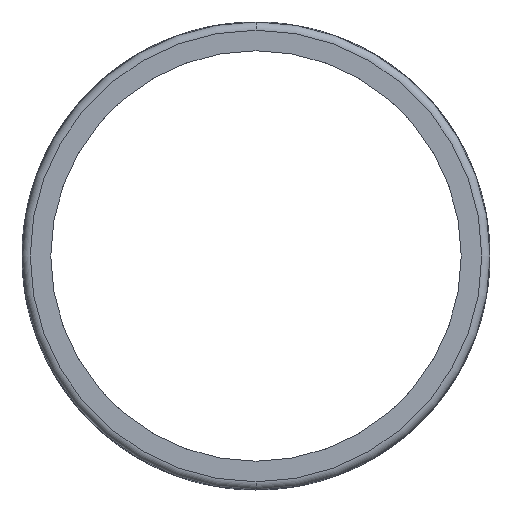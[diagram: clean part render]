
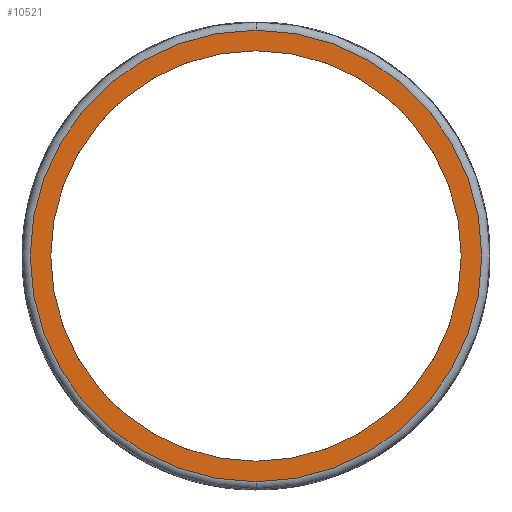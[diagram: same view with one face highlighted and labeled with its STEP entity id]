
A CAD part, front view. The second image highlights one B-rep face of the part: STEP entity #10521.
In plain terms, the highlighted planar face has unit normal (0, -1, 0).
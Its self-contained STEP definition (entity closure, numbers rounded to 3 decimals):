
#256 = DIRECTION ( 'NONE',  ( 0., 1., 0. ) ) ;
#1928 = CIRCLE ( 'NONE', #24333, 25. ) ;
#2837 = CARTESIAN_POINT ( 'NONE',  ( 0., -37., -25. ) ) ;
#2924 = AXIS2_PLACEMENT_3D ( 'NONE', #11767, #8180, #18074 ) ;
#3265 = DIRECTION ( 'NONE',  ( 0., 1., 0. ) ) ;
#4026 = ORIENTED_EDGE ( 'NONE', *, *, #39990, .F. ) ;
#4279 = EDGE_LOOP ( 'NONE', ( #4026, #29930 ) ) ;
#8180 = DIRECTION ( 'NONE',  ( 0., 1., 0. ) ) ;
#8404 = AXIS2_PLACEMENT_3D ( 'NONE', #23246, #22979, #29547 ) ;
#9136 = CARTESIAN_POINT ( 'NONE',  ( 0., -37., 0. ) ) ;
#10521 = ADVANCED_FACE ( 'NONE', ( #37996, #29626 ), #39465, .F. ) ;
#11265 = CARTESIAN_POINT ( 'NONE',  ( 0., -37., -27.5 ) ) ;
#11767 = CARTESIAN_POINT ( 'NONE',  ( 25., -37., 0. ) ) ;
#13111 = CARTESIAN_POINT ( 'NONE',  ( 0., -37., 0. ) ) ;
#13624 = EDGE_LOOP ( 'NONE', ( #21385, #19147 ) ) ;
#16168 = AXIS2_PLACEMENT_3D ( 'NONE', #13111, #256, #35199 ) ;
#18074 = DIRECTION ( 'NONE',  ( 0., 0., 1. ) ) ;
#19147 = ORIENTED_EDGE ( 'NONE', *, *, #36647, .T. ) ;
#21385 = ORIENTED_EDGE ( 'NONE', *, *, #21707, .T. ) ;
#21707 = EDGE_CURVE ( 'NONE', #33267, #40627, #1928, .T. ) ;
#22281 = VERTEX_POINT ( 'NONE', #28970 ) ;
#22979 = DIRECTION ( 'NONE',  ( 0., 1., 0. ) ) ;
#23246 = CARTESIAN_POINT ( 'NONE',  ( 0., -37., 0. ) ) ;
#23577 = DIRECTION ( 'NONE',  ( 0., 1., 0. ) ) ;
#23700 = DIRECTION ( 'NONE',  ( 0., 0., 1. ) ) ;
#23807 = VERTEX_POINT ( 'NONE', #11265 ) ;
#23860 = CIRCLE ( 'NONE', #16168, 27.5 ) ;
#24333 = AXIS2_PLACEMENT_3D ( 'NONE', #9136, #3265, #25179 ) ;
#25179 = DIRECTION ( 'NONE',  ( 0., 0., 1. ) ) ;
#27358 = CIRCLE ( 'NONE', #37418, 25. ) ;
#28781 = EDGE_CURVE ( 'NONE', #23807, #22281, #29534, .T. ) ;
#28970 = CARTESIAN_POINT ( 'NONE',  ( 0., -37., 27.5 ) ) ;
#29534 = CIRCLE ( 'NONE', #8404, 27.5 ) ;
#29547 = DIRECTION ( 'NONE',  ( 0., 0., 1. ) ) ;
#29607 = CARTESIAN_POINT ( 'NONE',  ( 0., -37., 0. ) ) ;
#29626 = FACE_BOUND ( 'NONE', #13624, .T. ) ;
#29930 = ORIENTED_EDGE ( 'NONE', *, *, #28781, .F. ) ;
#31015 = CARTESIAN_POINT ( 'NONE',  ( 0., -37., 25. ) ) ;
#33267 = VERTEX_POINT ( 'NONE', #31015 ) ;
#35199 = DIRECTION ( 'NONE',  ( 0., 0., 1. ) ) ;
#36647 = EDGE_CURVE ( 'NONE', #40627, #33267, #27358, .T. ) ;
#37418 = AXIS2_PLACEMENT_3D ( 'NONE', #29607, #23577, #23700 ) ;
#37996 = FACE_OUTER_BOUND ( 'NONE', #4279, .T. ) ;
#39465 = PLANE ( 'NONE',  #2924 ) ;
#39990 = EDGE_CURVE ( 'NONE', #22281, #23807, #23860, .T. ) ;
#40627 = VERTEX_POINT ( 'NONE', #2837 ) ;
